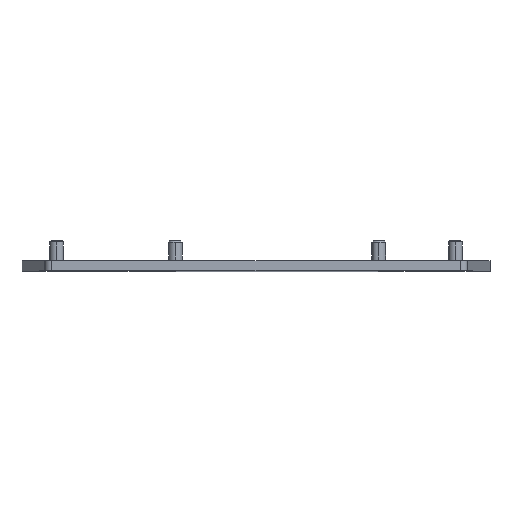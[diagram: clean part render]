
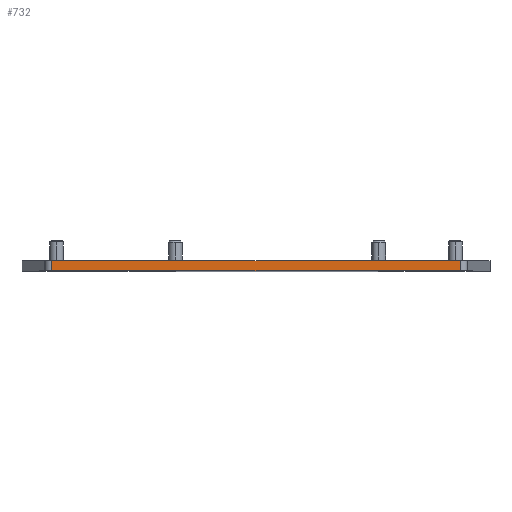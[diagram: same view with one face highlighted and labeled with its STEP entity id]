
A CAD part, top view. The second image highlights one B-rep face of the part: STEP entity #732.
In plain terms, the highlighted planar face has unit normal (0, 0, 1).
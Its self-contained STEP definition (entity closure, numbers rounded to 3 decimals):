
#1 = VECTOR ( 'NONE', #2, 1000. ) ;
#2 = DIRECTION ( 'NONE',  ( 0., -1., 0. ) ) ;
#3 = CARTESIAN_POINT ( 'NONE',  ( 60.26, 1.5, 1. ) ) ;
#4 = LINE ( 'NONE', #3, #1 ) ;
#11 = CARTESIAN_POINT ( 'NONE',  ( 0., 0., 1. ) ) ;
#18 = DIRECTION ( 'NONE',  ( 0., -1., 0. ) ) ;
#19 = VECTOR ( 'NONE', #18, 1000. ) ;
#20 = CARTESIAN_POINT ( 'NONE',  ( 0., 1.5, 1. ) ) ;
#21 = LINE ( 'NONE', #20, #19 ) ;
#79 = PLANE ( 'NONE',  #85 ) ;
#85 = AXIS2_PLACEMENT_3D ( 'NONE', #105, #110, #109 ) ;
#105 = CARTESIAN_POINT ( 'NONE',  ( 0., 1.5, 1. ) ) ;
#106 = FACE_OUTER_BOUND ( 'NONE', #588, .T. ) ;
#109 = DIRECTION ( 'NONE',  ( 1., 0., 0. ) ) ;
#110 = DIRECTION ( 'NONE',  ( 0., 0., 1. ) ) ;
#119 = CARTESIAN_POINT ( 'NONE',  ( 60.26, 0., 1. ) ) ;
#417 = CARTESIAN_POINT ( 'NONE',  ( 0., 1.5, 1. ) ) ;
#418 = VECTOR ( 'NONE', #1061, 1000. ) ;
#526 = EDGE_CURVE ( 'NONE', #556, #617, #876, .T. ) ;
#556 = VERTEX_POINT ( 'NONE', #1234 ) ;
#587 = EDGE_CURVE ( 'NONE', #731, #687, #1265, .T. ) ;
#588 = EDGE_LOOP ( 'NONE', ( #686, #621, #665, #681 ) ) ;
#617 = VERTEX_POINT ( 'NONE', #1289 ) ;
#621 = ORIENTED_EDGE ( 'NONE', *, *, #688, .F. ) ;
#663 = EDGE_CURVE ( 'NONE', #617, #687, #21, .T. ) ;
#665 = ORIENTED_EDGE ( 'NONE', *, *, #526, .T. ) ;
#681 = ORIENTED_EDGE ( 'NONE', *, *, #663, .T. ) ;
#686 = ORIENTED_EDGE ( 'NONE', *, *, #587, .F. ) ;
#687 = VERTEX_POINT ( 'NONE', #11 ) ;
#688 = EDGE_CURVE ( 'NONE', #556, #731, #4, .T. ) ;
#731 = VERTEX_POINT ( 'NONE', #119 ) ;
#732 = ADVANCED_FACE ( 'NONE', ( #106 ), #79, .T. ) ;
#876 = LINE ( 'NONE', #417, #418 ) ;
#1061 = DIRECTION ( 'NONE',  ( -1., 0., 0. ) ) ;
#1234 = CARTESIAN_POINT ( 'NONE',  ( 60.26, 1.5, 1. ) ) ;
#1256 = DIRECTION ( 'NONE',  ( -1., 0., 0. ) ) ;
#1265 = LINE ( 'NONE', #1341, #1274 ) ;
#1274 = VECTOR ( 'NONE', #1256, 1000. ) ;
#1289 = CARTESIAN_POINT ( 'NONE',  ( 0., 1.5, 1. ) ) ;
#1341 = CARTESIAN_POINT ( 'NONE',  ( 0., 0., 1. ) ) ;
